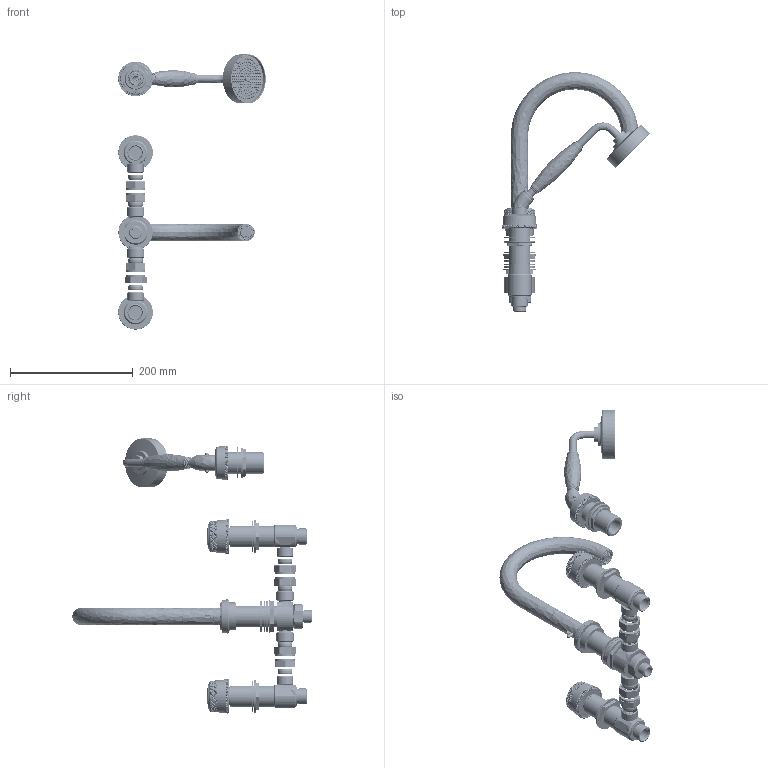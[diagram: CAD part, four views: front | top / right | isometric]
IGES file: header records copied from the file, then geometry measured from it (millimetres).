
Global section: file name: T11K48-R; native system: Autodesk Inventor 2024; preprocessor: unknown; author: adaniels; date: 20240325.164314; units: millimetre
Bounding box: 240.15 x 390.04 x 448.01 mm (x, y, z)
Volume: 760564.4 mm3; surface area: 481565.2 mm2
Topology: 95 solids, 103 shells, 34446 faces, 74528 edges, 40628 vertices
Faces by surface type: bspline 34446
